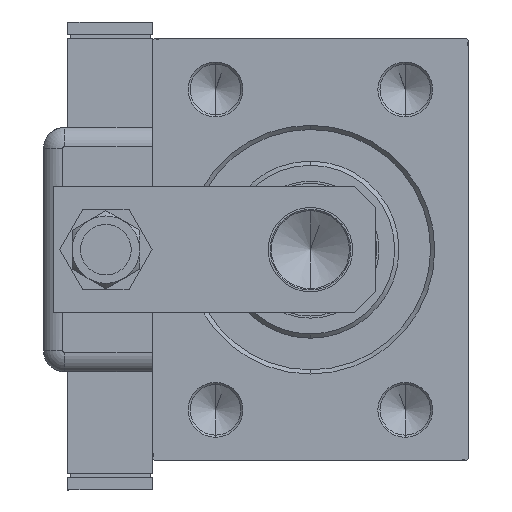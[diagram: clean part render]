
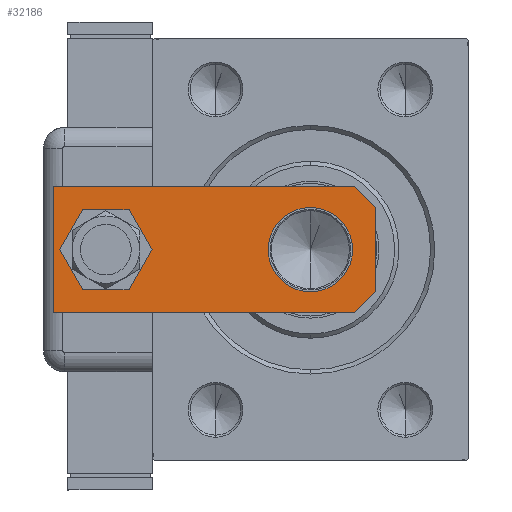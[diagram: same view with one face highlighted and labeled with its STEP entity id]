
A CAD part, left-side view. The second image highlights one B-rep face of the part: STEP entity #32186.
In plain terms, the highlighted face is planar.
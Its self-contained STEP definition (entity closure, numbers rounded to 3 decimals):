
#177 = DIRECTION ( 'NONE',  ( 1., 0., 0. ) ) ;
#533 = DIRECTION ( 'NONE',  ( 1., 0., 0. ) ) ;
#1555 = ORIENTED_EDGE ( 'NONE', *, *, #4041, .F. ) ;
#1630 = FACE_BOUND ( 'NONE', #8502, .T. ) ;
#1724 = VERTEX_POINT ( 'NONE', #51377 ) ;
#1866 = AXIS2_PLACEMENT_3D ( 'NONE', #52182, #28546, #38221 ) ;
#2086 = CARTESIAN_POINT ( 'NONE',  ( 15., 0., 0. ) ) ;
#2766 = ORIENTED_EDGE ( 'NONE', *, *, #18144, .T. ) ;
#2893 = VERTEX_POINT ( 'NONE', #21216 ) ;
#3903 = AXIS2_PLACEMENT_3D ( 'NONE', #11344, #38619, #21346 ) ;
#3941 = VECTOR ( 'NONE', #11498, 1000. ) ;
#4041 = EDGE_CURVE ( 'NONE', #42875, #57080, #19663, .T. ) ;
#4714 = CARTESIAN_POINT ( 'NONE',  ( -15., 0., 0. ) ) ;
#5080 = EDGE_LOOP ( 'NONE', ( #36830, #28917 ) ) ;
#5306 = DIRECTION ( 'NONE',  ( -0.707, 0.707, 0. ) ) ;
#6392 = EDGE_CURVE ( 'NONE', #58534, #1724, #22170, .T. ) ;
#6485 = PLANE ( 'NONE',  #3903 ) ;
#7801 = CARTESIAN_POINT ( 'NONE',  ( -7., 64., 0. ) ) ;
#7908 = CARTESIAN_POINT ( 'NONE',  ( 0., 15.5, 0. ) ) ;
#8502 = EDGE_LOOP ( 'NONE', ( #10788, #19485 ) ) ;
#8503 = DIRECTION ( 'NONE',  ( 0., 0., 1. ) ) ;
#9072 = VERTEX_POINT ( 'NONE', #58842 ) ;
#9811 = CARTESIAN_POINT ( 'NONE',  ( 15., 5., 0. ) ) ;
#10488 = VERTEX_POINT ( 'NONE', #54575 ) ;
#10788 = ORIENTED_EDGE ( 'NONE', *, *, #54916, .T. ) ;
#11048 = FACE_OUTER_BOUND ( 'NONE', #44853, .T. ) ;
#11344 = CARTESIAN_POINT ( 'NONE',  ( 0., 0., 0. ) ) ;
#11498 = DIRECTION ( 'NONE',  ( 0., 1., 0. ) ) ;
#12270 = ORIENTED_EDGE ( 'NONE', *, *, #33783, .F. ) ;
#12793 = CARTESIAN_POINT ( 'NONE',  ( 0., 64., 0. ) ) ;
#13491 = CARTESIAN_POINT ( 'NONE',  ( -15., 5., 0. ) ) ;
#14364 = LINE ( 'NONE', #9811, #50648 ) ;
#14458 = CARTESIAN_POINT ( 'NONE',  ( -15., 76.5, 0. ) ) ;
#15254 = LINE ( 'NONE', #19500, #36868 ) ;
#15288 = CIRCLE ( 'NONE', #19125, 10. ) ;
#15998 = CIRCLE ( 'NONE', #38215, 7. ) ;
#17695 = EDGE_CURVE ( 'NONE', #10488, #47449, #55366, .T. ) ;
#18144 = EDGE_CURVE ( 'NONE', #2893, #47449, #14364, .T. ) ;
#19125 = AXIS2_PLACEMENT_3D ( 'NONE', #7908, #8503, #36975 ) ;
#19485 = ORIENTED_EDGE ( 'NONE', *, *, #46678, .T. ) ;
#19500 = CARTESIAN_POINT ( 'NONE',  ( 15., 76.5, 0. ) ) ;
#19663 = LINE ( 'NONE', #52393, #36597 ) ;
#19927 = CIRCLE ( 'NONE', #49884, 7. ) ;
#20151 = FACE_BOUND ( 'NONE', #5080, .T. ) ;
#21123 = EDGE_CURVE ( 'NONE', #1724, #58534, #15288, .T. ) ;
#21216 = CARTESIAN_POINT ( 'NONE',  ( 15., 5., 0. ) ) ;
#21346 = DIRECTION ( 'NONE',  ( 1., 0., 0. ) ) ;
#22170 = CIRCLE ( 'NONE', #1866, 10. ) ;
#24651 = DIRECTION ( 'NONE',  ( -1., 0., 0. ) ) ;
#26122 = CARTESIAN_POINT ( 'NONE',  ( 0., 64., 0. ) ) ;
#28546 = DIRECTION ( 'NONE',  ( 0., 0., 1. ) ) ;
#28917 = ORIENTED_EDGE ( 'NONE', *, *, #21123, .T. ) ;
#32186 = ADVANCED_FACE ( 'NONE', ( #11048, #1630, #20151 ), #6485, .F. ) ;
#32537 = ORIENTED_EDGE ( 'NONE', *, *, #46946, .T. ) ;
#32843 = DIRECTION ( 'NONE',  ( -0.707, -0.707, 0. ) ) ;
#32849 = CARTESIAN_POINT ( 'NONE',  ( -10., 15.5, 0. ) ) ;
#33355 = EDGE_CURVE ( 'NONE', #2893, #9072, #53033, .T. ) ;
#33783 = EDGE_CURVE ( 'NONE', #9072, #42875, #15254, .T. ) ;
#35298 = ORIENTED_EDGE ( 'NONE', *, *, #17695, .F. ) ;
#35502 = DIRECTION ( 'NONE',  ( 0., 0., 1. ) ) ;
#36597 = VECTOR ( 'NONE', #38426, 1000. ) ;
#36830 = ORIENTED_EDGE ( 'NONE', *, *, #6392, .T. ) ;
#36868 = VECTOR ( 'NONE', #24651, 1000. ) ;
#36975 = DIRECTION ( 'NONE',  ( 1., 0., 0. ) ) ;
#38215 = AXIS2_PLACEMENT_3D ( 'NONE', #26122, #35502, #533 ) ;
#38221 = DIRECTION ( 'NONE',  ( 1., 0., 0. ) ) ;
#38426 = DIRECTION ( 'NONE',  ( 0., -1., 0. ) ) ;
#38619 = DIRECTION ( 'NONE',  ( 0., 0., 1. ) ) ;
#40493 = ORIENTED_EDGE ( 'NONE', *, *, #33355, .F. ) ;
#42668 = VERTEX_POINT ( 'NONE', #7801 ) ;
#42875 = VERTEX_POINT ( 'NONE', #14458 ) ;
#44853 = EDGE_LOOP ( 'NONE', ( #35298, #32537, #1555, #12270, #40493, #2766 ) ) ;
#45506 = DIRECTION ( 'NONE',  ( 0., 0., 1. ) ) ;
#46678 = EDGE_CURVE ( 'NONE', #49195, #42668, #15998, .T. ) ;
#46946 = EDGE_CURVE ( 'NONE', #10488, #57080, #47137, .T. ) ;
#47137 = LINE ( 'NONE', #56260, #51764 ) ;
#47449 = VERTEX_POINT ( 'NONE', #54014 ) ;
#47758 = VECTOR ( 'NONE', #177, 1000. ) ;
#49195 = VERTEX_POINT ( 'NONE', #53302 ) ;
#49884 = AXIS2_PLACEMENT_3D ( 'NONE', #12793, #45506, #50356 ) ;
#50356 = DIRECTION ( 'NONE',  ( 1., 0., 0. ) ) ;
#50648 = VECTOR ( 'NONE', #32843, 1000. ) ;
#51377 = CARTESIAN_POINT ( 'NONE',  ( 10., 15.5, 0. ) ) ;
#51764 = VECTOR ( 'NONE', #5306, 1000. ) ;
#52182 = CARTESIAN_POINT ( 'NONE',  ( 0., 15.5, 0. ) ) ;
#52393 = CARTESIAN_POINT ( 'NONE',  ( -15., 76.5, 0. ) ) ;
#53033 = LINE ( 'NONE', #2086, #3941 ) ;
#53302 = CARTESIAN_POINT ( 'NONE',  ( 7., 64., 0. ) ) ;
#54014 = CARTESIAN_POINT ( 'NONE',  ( 10., 0., 0. ) ) ;
#54575 = CARTESIAN_POINT ( 'NONE',  ( -10., 0., 0. ) ) ;
#54916 = EDGE_CURVE ( 'NONE', #42668, #49195, #19927, .T. ) ;
#55366 = LINE ( 'NONE', #4714, #47758 ) ;
#56260 = CARTESIAN_POINT ( 'NONE',  ( -10., 0., 0. ) ) ;
#57080 = VERTEX_POINT ( 'NONE', #13491 ) ;
#58534 = VERTEX_POINT ( 'NONE', #32849 ) ;
#58842 = CARTESIAN_POINT ( 'NONE',  ( 15., 76.5, 0. ) ) ;
